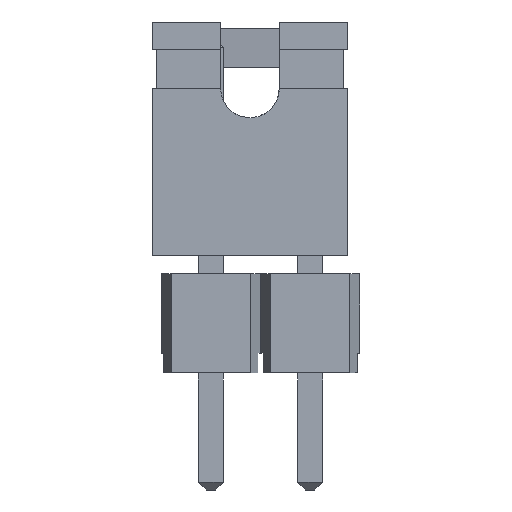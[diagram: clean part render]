
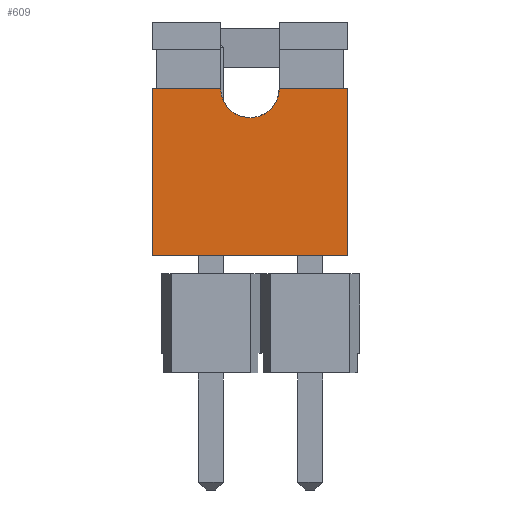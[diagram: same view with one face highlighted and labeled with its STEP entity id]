
A CAD part, front view. The second image highlights one B-rep face of the part: STEP entity #609.
In plain terms, the highlighted planar face has unit normal (0, -1, 0).
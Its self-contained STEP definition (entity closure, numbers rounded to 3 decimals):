
#266 = CARTESIAN_POINT ( 'NONE',  ( -1.5, -1.22, 7.3 ) ) ;
#299 = B_SPLINE_CURVE_WITH_KNOTS ( 'NONE', 1,
 ( #2070, #5739 ),
 .UNSPECIFIED., .F., .F.,
 ( 2, 2 ),
 ( 0., 1. ),
 .UNSPECIFIED. ) ;
#398 = EDGE_CURVE ( 'NONE', #5511, #5425, #4912, .T. ) ;
#462 = B_SPLINE_CURVE_WITH_KNOTS ( 'NONE', 1,
 ( #2149, #266 ),
 .UNSPECIFIED., .F., .F.,
 ( 2, 2 ),
 ( 0., 1. ),
 .UNSPECIFIED. ) ;
#609 = ADVANCED_FACE ( 'NONE', ( #744 ), #4366, .T. ) ;
#655 = DIRECTION ( 'NONE',  ( 0., -1., 0. ) ) ;
#744 = FACE_OUTER_BOUND ( 'NONE', #4970, .T. ) ;
#883 = B_SPLINE_CURVE_WITH_KNOTS ( 'NONE', 1,
 ( #3557, #1721 ),
 .UNSPECIFIED., .F., .F.,
 ( 2, 2 ),
 ( -0.002, 0. ),
 .UNSPECIFIED. ) ;
#923 = CARTESIAN_POINT ( 'NONE',  ( 1.75, -1.22, 7.3 ) ) ;
#1169 = CARTESIAN_POINT ( 'NONE',  ( -1.5, -1.22, 3.02 ) ) ;
#1191 = CARTESIAN_POINT ( 'NONE',  ( 3.5, -1.22, 3.02 ) ) ;
#1274 =( BOUNDED_CURVE ( )  B_SPLINE_CURVE ( 3, ( #1431, #3678, #3288, #923 ),
 .UNSPECIFIED., .F., .F. ) 
 B_SPLINE_CURVE_WITH_KNOTS ( ( 4, 4 ),
 ( 3.142, 4.713 ),
 .UNSPECIFIED. ) 
 CURVE ( )  GEOMETRIC_REPRESENTATION_ITEM ( )  RATIONAL_B_SPLINE_CURVE ( ( 1., 0.805, 0.805, 1. ) ) 
 REPRESENTATION_ITEM ( '' )  );
#1352 = VERTEX_POINT ( 'NONE', #4166 ) ;
#1431 = CARTESIAN_POINT ( 'NONE',  ( 1., -1.22, 6.55 ) ) ;
#1623 = DIRECTION ( 'NONE',  ( 0., 0., -1. ) ) ;
#1721 = CARTESIAN_POINT ( 'NONE',  ( 0.25, -1.22, 7.3 ) ) ;
#1744 = AXIS2_PLACEMENT_3D ( 'NONE', #2584, #655, #1623 ) ;
#1854 = CARTESIAN_POINT ( 'NONE',  ( 0.561, -1.22, 6.55 ) ) ;
#1940 = CARTESIAN_POINT ( 'NONE',  ( 3.5, -1.22, 7.3 ) ) ;
#2070 = CARTESIAN_POINT ( 'NONE',  ( 3.5, -1.22, 7.3 ) ) ;
#2091 = CARTESIAN_POINT ( 'NONE',  ( -1.5, -1.22, 3.02 ) ) ;
#2149 = CARTESIAN_POINT ( 'NONE',  ( -1.5, -1.22, 3.02 ) ) ;
#2195 = VERTEX_POINT ( 'NONE', #1169 ) ;
#2271 = ORIENTED_EDGE ( 'NONE', *, *, #5134, .F. ) ;
#2584 = CARTESIAN_POINT ( 'NONE',  ( -1.5, -1.22, 7.3 ) ) ;
#3051 = VERTEX_POINT ( 'NONE', #4307 ) ;
#3057 = EDGE_CURVE ( 'NONE', #5511, #3051, #299, .T. ) ;
#3072 = CARTESIAN_POINT ( 'NONE',  ( 0.25, -1.22, 7.3 ) ) ;
#3227 = CARTESIAN_POINT ( 'NONE',  ( 1., -1.22, 6.55 ) ) ;
#3288 = CARTESIAN_POINT ( 'NONE',  ( 1.75, -1.22, 6.861 ) ) ;
#3464 = VERTEX_POINT ( 'NONE', #4350 ) ;
#3498 = ORIENTED_EDGE ( 'NONE', *, *, #5312, .F. ) ;
#3557 = CARTESIAN_POINT ( 'NONE',  ( -1.5, -1.22, 7.3 ) ) ;
#3678 = CARTESIAN_POINT ( 'NONE',  ( 1.439, -1.22, 6.55 ) ) ;
#3825 = EDGE_CURVE ( 'NONE', #3464, #5124, #4506, .T. ) ;
#3909 = CARTESIAN_POINT ( 'NONE',  ( 3.5, -1.22, 7.3 ) ) ;
#3992 = ORIENTED_EDGE ( 'NONE', *, *, #4494, .F. ) ;
#4153 = CARTESIAN_POINT ( 'NONE',  ( 1.75, -1.22, 7.3 ) ) ;
#4166 = CARTESIAN_POINT ( 'NONE',  ( -1.5, -1.22, 7.3 ) ) ;
#4307 = CARTESIAN_POINT ( 'NONE',  ( 3.5, -1.22, 3.02 ) ) ;
#4350 = CARTESIAN_POINT ( 'NONE',  ( 1., -1.22, 6.55 ) ) ;
#4366 = PLANE ( 'NONE',  #1744 ) ;
#4450 = EDGE_CURVE ( 'NONE', #2195, #3051, #5585, .T. ) ;
#4494 = EDGE_CURVE ( 'NONE', #1352, #5124, #883, .T. ) ;
#4506 =( BOUNDED_CURVE ( )  B_SPLINE_CURVE ( 3, ( #3227, #1854, #5074, #5544 ),
 .UNSPECIFIED., .F., .F. ) 
 B_SPLINE_CURVE_WITH_KNOTS ( ( 4, 4 ),
 ( -3.134, -1.563 ),
 .UNSPECIFIED. ) 
 CURVE ( )  GEOMETRIC_REPRESENTATION_ITEM ( )  RATIONAL_B_SPLINE_CURVE ( ( 1., 0.805, 0.805, 1. ) ) 
 REPRESENTATION_ITEM ( '' )  );
#4607 = ORIENTED_EDGE ( 'NONE', *, *, #3057, .F. ) ;
#4787 = CARTESIAN_POINT ( 'NONE',  ( 1.75, -1.22, 7.3 ) ) ;
#4912 = B_SPLINE_CURVE_WITH_KNOTS ( 'NONE', 1,
 ( #1940, #4153 ),
 .UNSPECIFIED., .F., .F.,
 ( 2, 2 ),
 ( -0.01, -0.008 ),
 .UNSPECIFIED. ) ;
#4970 = EDGE_LOOP ( 'NONE', ( #5848, #3498, #5177, #3992, #2271, #5187, #4607 ) ) ;
#5074 = CARTESIAN_POINT ( 'NONE',  ( 0.25, -1.22, 6.861 ) ) ;
#5124 = VERTEX_POINT ( 'NONE', #3072 ) ;
#5134 = EDGE_CURVE ( 'NONE', #2195, #1352, #462, .T. ) ;
#5177 = ORIENTED_EDGE ( 'NONE', *, *, #3825, .T. ) ;
#5187 = ORIENTED_EDGE ( 'NONE', *, *, #4450, .T. ) ;
#5312 = EDGE_CURVE ( 'NONE', #3464, #5425, #1274, .T. ) ;
#5425 = VERTEX_POINT ( 'NONE', #4787 ) ;
#5511 = VERTEX_POINT ( 'NONE', #3909 ) ;
#5544 = CARTESIAN_POINT ( 'NONE',  ( 0.25, -1.22, 7.3 ) ) ;
#5585 = B_SPLINE_CURVE_WITH_KNOTS ( 'NONE', 1,
 ( #2091, #1191 ),
 .UNSPECIFIED., .F., .F.,
 ( 2, 2 ),
 ( -1., 0. ),
 .UNSPECIFIED. ) ;
#5739 = CARTESIAN_POINT ( 'NONE',  ( 3.5, -1.22, 3.02 ) ) ;
#5848 = ORIENTED_EDGE ( 'NONE', *, *, #398, .T. ) ;
